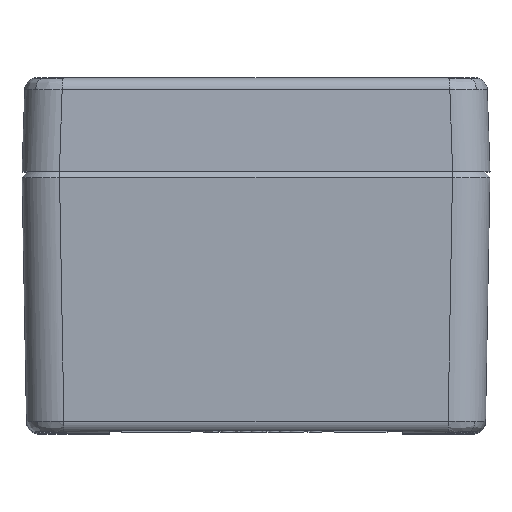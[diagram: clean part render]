
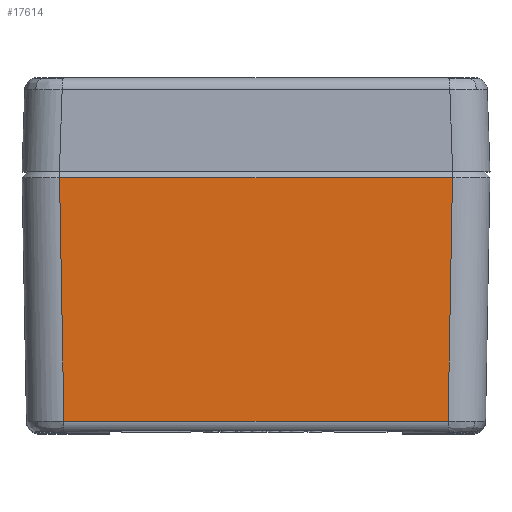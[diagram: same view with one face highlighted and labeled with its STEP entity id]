
A CAD part, top view. The second image highlights one B-rep face of the part: STEP entity #17614.
In plain terms, the highlighted planar face has unit normal (0, -0.018, 1).
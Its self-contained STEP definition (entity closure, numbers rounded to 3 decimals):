
#1633=PLANE('',#19070);
#2357=LINE('',#44924,#3495);
#2358=LINE('',#44926,#3496);
#2359=LINE('',#44928,#3497);
#2360=LINE('',#44929,#3498);
#3495=VECTOR('',#21635,1000.);
#3496=VECTOR('',#21636,1000.);
#3497=VECTOR('',#21637,1000.);
#3498=VECTOR('',#21638,1000.);
#5047=FACE_OUTER_BOUND('',#6345,.T.);
#6345=EDGE_LOOP('',(#14208,#14209,#14210,#14211));
#8269=VERTEX_POINT('',#41617);
#8623=VERTEX_POINT('',#44923);
#8624=VERTEX_POINT('',#44925);
#8625=VERTEX_POINT('',#44927);
#10660=EDGE_CURVE('',#8269,#8623,#2357,.T.);
#10661=EDGE_CURVE('',#8623,#8624,#2358,.T.);
#10662=EDGE_CURVE('',#8624,#8625,#2359,.T.);
#10663=EDGE_CURVE('',#8625,#8269,#2360,.T.);
#14208=ORIENTED_EDGE('',*,*,#10660,.T.);
#14209=ORIENTED_EDGE('',*,*,#10661,.T.);
#14210=ORIENTED_EDGE('',*,*,#10662,.T.);
#14211=ORIENTED_EDGE('',*,*,#10663,.T.);
#17614=ADVANCED_FACE('',(#5047),#1633,.T.);
#19070=AXIS2_PLACEMENT_3D('',#44922,#21633,#21634);
#21633=DIRECTION('center_axis',(0.,-0.018,
1.));
#21634=DIRECTION('ref_axis',(0.,-1.,-0.018));
#21635=DIRECTION('',(0.018,1.,0.018));
#21636=DIRECTION('',(-1.,0.,0.));
#21637=DIRECTION('',(0.018,-1.,-0.018));
#21638=DIRECTION('',(1.,0.,0.));
#41617=CARTESIAN_POINT('',(30.786,-40.036,39.285));
#44922=CARTESIAN_POINT('Origin',(-37.5,0.,40.));
#44923=CARTESIAN_POINT('',(31.483,-0.993,39.982));
#44924=CARTESIAN_POINT('',(31.479,-1.231,39.978));
#44925=CARTESIAN_POINT('',(-31.483,-0.993,39.982));
#44926=CARTESIAN_POINT('',(-37.5,-0.993,39.982));
#44927=CARTESIAN_POINT('',(-30.786,-40.036,39.285));
#44928=CARTESIAN_POINT('',(-31.503,0.107,40.002));
#44929=CARTESIAN_POINT('',(30.751,-40.036,39.285));
